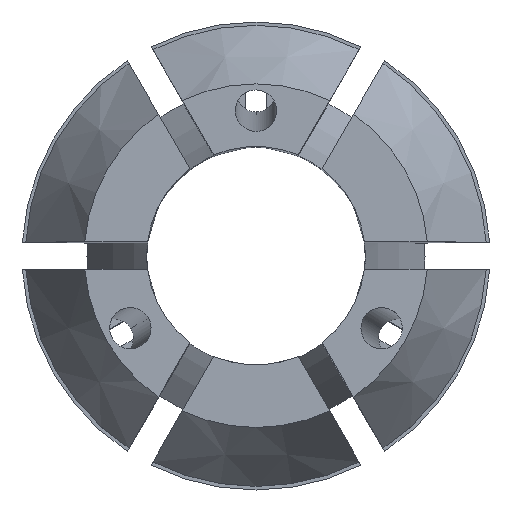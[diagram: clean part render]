
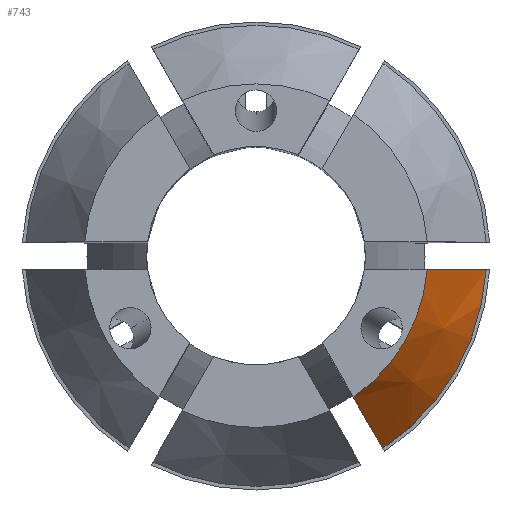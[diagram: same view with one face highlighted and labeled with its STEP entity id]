
A CAD part, top view. The second image highlights one B-rep face of the part: STEP entity #743.
In plain terms, the highlighted conical face has half-angle 30 degrees and reference radius 8.375 mm.
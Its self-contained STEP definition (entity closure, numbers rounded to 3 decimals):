
#54 = DIRECTION ( 'NONE',  ( 0., 0., -1. ) ) ;
#168 = DIRECTION ( 'NONE',  ( -1., 0., 0. ) ) ;
#237 = DIRECTION ( 'NONE',  ( -1., 0., 0. ) ) ;
#312 = CARTESIAN_POINT ( 'NONE',  ( 3.9, -5.755, 26.268 ) ) ;
#346 = ORIENTED_EDGE ( 'NONE', *, *, #1083, .F. ) ;
#366 = CIRCLE ( 'NONE', #2009, 8.375 ) ;
#367 = CARTESIAN_POINT ( 'NONE',  ( 0., 0., 23.803 ) ) ;
#561 = CIRCLE ( 'NONE', #3222, 6.24 ) ;
#743 = ADVANCED_FACE ( 'NONE', ( #3335 ), #2493, .T. ) ;
#750 = CARTESIAN_POINT ( 'NONE',  ( 8.36, -0.5, 23.803 ) ) ;
#923 = EDGE_LOOP ( 'NONE', ( #1612, #3752, #346, #2198 ) ) ;
#1083 = EDGE_CURVE ( 'NONE', #2437, #2942, #366, .T. ) ;
#1118 = EDGE_CURVE ( 'NONE', #2258, #2942, #1895, .T. ) ;
#1127 = CARTESIAN_POINT ( 'NONE',  ( 0., 0., 23.803 ) ) ;
#1520 = CARTESIAN_POINT ( 'NONE',  ( 4.613, -6.99, 23.803 ) ) ;
#1533 = VERTEX_POINT ( 'NONE', #3614 ) ;
#1612 = ORIENTED_EDGE ( 'NONE', *, *, #2737, .T. ) ;
#1680 = CARTESIAN_POINT ( 'NONE',  ( 0., 0., 27.5 ) ) ;
#1730 = CARTESIAN_POINT ( 'NONE',  ( 3.543, -5.137, 27.5 ) ) ;
#1895 = B_SPLINE_CURVE_WITH_KNOTS ( 'NONE', 3,
 ( #2123, #312, #2752, #1520 ),
 .UNSPECIFIED., .F., .F.,
 ( 4, 4 ),
 ( 0., 0.004 ),
 .UNSPECIFIED. ) ;
#2009 = AXIS2_PLACEMENT_3D ( 'NONE', #367, #54, #3025 ) ;
#2123 = CARTESIAN_POINT ( 'NONE',  ( 3.543, -5.137, 27.5 ) ) ;
#2198 = ORIENTED_EDGE ( 'NONE', *, *, #2709, .T. ) ;
#2258 = VERTEX_POINT ( 'NONE', #1730 ) ;
#2437 = VERTEX_POINT ( 'NONE', #3265 ) ;
#2481 = B_SPLINE_CURVE_WITH_KNOTS ( 'NONE', 3,
 ( #750, #3209, #2912, #3496 ),
 .UNSPECIFIED., .F., .F.,
 ( 4, 4 ),
 ( 0.012, 0.016 ),
 .UNSPECIFIED. ) ;
#2493 = CONICAL_SURFACE ( 'NONE', #3240, 8.375, 0.524 ) ;
#2709 = EDGE_CURVE ( 'NONE', #2437, #1533, #2481, .T. ) ;
#2737 = EDGE_CURVE ( 'NONE', #1533, #2258, #561, .T. ) ;
#2752 = CARTESIAN_POINT ( 'NONE',  ( 4.257, -6.373, 25.035 ) ) ;
#2912 = CARTESIAN_POINT ( 'NONE',  ( 6.934, -0.5, 26.268 ) ) ;
#2942 = VERTEX_POINT ( 'NONE', #3272 ) ;
#3025 = DIRECTION ( 'NONE',  ( -1., 0., 0. ) ) ;
#3209 = CARTESIAN_POINT ( 'NONE',  ( 7.647, -0.5, 25.035 ) ) ;
#3222 = AXIS2_PLACEMENT_3D ( 'NONE', #1680, #3507, #168 ) ;
#3240 = AXIS2_PLACEMENT_3D ( 'NONE', #1127, #3843, #237 ) ;
#3265 = CARTESIAN_POINT ( 'NONE',  ( 8.36, -0.5, 23.803 ) ) ;
#3272 = CARTESIAN_POINT ( 'NONE',  ( 4.613, -6.99, 23.803 ) ) ;
#3335 = FACE_OUTER_BOUND ( 'NONE', #923, .T. ) ;
#3496 = CARTESIAN_POINT ( 'NONE',  ( 6.22, -0.5, 27.5 ) ) ;
#3507 = DIRECTION ( 'NONE',  ( 0., 0., -1. ) ) ;
#3614 = CARTESIAN_POINT ( 'NONE',  ( 6.22, -0.5, 27.5 ) ) ;
#3752 = ORIENTED_EDGE ( 'NONE', *, *, #1118, .T. ) ;
#3843 = DIRECTION ( 'NONE',  ( 0., 0., -1. ) ) ;
